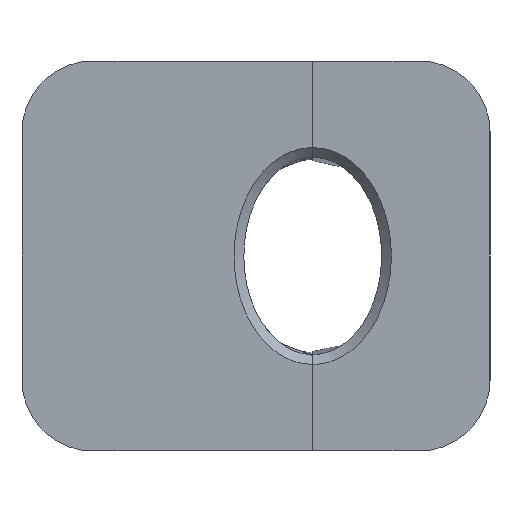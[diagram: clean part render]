
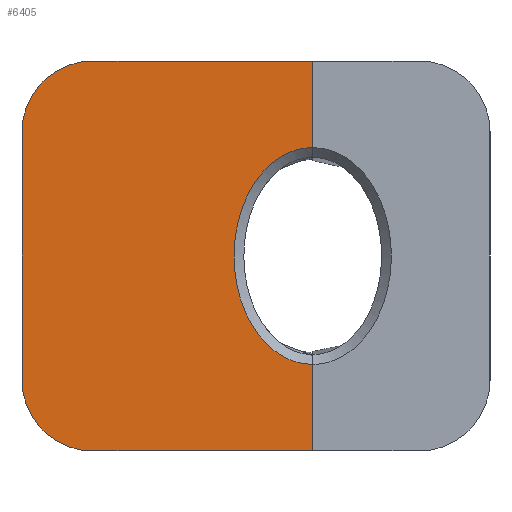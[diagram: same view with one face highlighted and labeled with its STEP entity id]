
A CAD part, left-side view. The second image highlights one B-rep face of the part: STEP entity #6405.
In plain terms, the highlighted planar face has unit normal (-1, 0, 0).
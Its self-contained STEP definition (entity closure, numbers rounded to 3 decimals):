
#339=CIRCLE('',#6967,20.);
#340=CIRCLE('',#6971,20.);
#632=FACE_OUTER_BOUND('',#999,.T.);
#999=EDGE_LOOP('',(#5560,#5561,#5562,#5563,#5564,#5565,#5566,#5567));
#1651=LINE('',#11096,#2350);
#1654=LINE('',#11104,#2353);
#1655=LINE('',#11106,#2354);
#1656=LINE('',#11137,#2355);
#1657=LINE('',#11139,#2356);
#2350=VECTOR('',#8471,10.);
#2353=VECTOR('',#8478,10.);
#2354=VECTOR('',#8479,10.);
#2355=VECTOR('',#8480,10.);
#2356=VECTOR('',#8481,10.);
#2491=B_SPLINE_CURVE_WITH_KNOTS('',3,(#11108,#11109,#11110,#11111,#11112,
#11113,#11114,#11115,#11116,#11117,#11118,#11119,#11120,#11121,#11122,#11123,
#11124,#11125,#11126,#11127,#11128,#11129,#11130,#11131,#11132,#11133,#11134,
#11135),.UNSPECIFIED.,.F.,.F.,(4,3,3,3,3,3,3,3,3,4),(23.641,24.235,
24.829,26.016,27.204,28.392,29.579,
30.767,31.361,31.955),.UNSPECIFIED.);
#3025=VERTEX_POINT('',#11089);
#3026=VERTEX_POINT('',#11091);
#3027=VERTEX_POINT('',#11095);
#3030=VERTEX_POINT('',#11103);
#3031=VERTEX_POINT('',#11105);
#3032=VERTEX_POINT('',#11107);
#3033=VERTEX_POINT('',#11136);
#3034=VERTEX_POINT('',#11138);
#3885=EDGE_CURVE('',#3025,#3026,#339,.T.);
#3887=EDGE_CURVE('',#3026,#3027,#1651,.T.);
#3891=EDGE_CURVE('',#3030,#3025,#1654,.T.);
#3892=EDGE_CURVE('',#3031,#3030,#1655,.T.);
#3893=EDGE_CURVE('',#3031,#3032,#2491,.T.);
#3894=EDGE_CURVE('',#3033,#3032,#1656,.T.);
#3895=EDGE_CURVE('',#3034,#3033,#1657,.T.);
#3896=EDGE_CURVE('',#3027,#3034,#340,.T.);
#5560=ORIENTED_EDGE('',*,*,#3885,.F.);
#5561=ORIENTED_EDGE('',*,*,#3891,.F.);
#5562=ORIENTED_EDGE('',*,*,#3892,.F.);
#5563=ORIENTED_EDGE('',*,*,#3893,.T.);
#5564=ORIENTED_EDGE('',*,*,#3894,.F.);
#5565=ORIENTED_EDGE('',*,*,#3895,.F.);
#5566=ORIENTED_EDGE('',*,*,#3896,.F.);
#5567=ORIENTED_EDGE('',*,*,#3887,.F.);
#6080=PLANE('',#6970);
#6405=ADVANCED_FACE('',(#632),#6080,.T.);
#6967=AXIS2_PLACEMENT_3D('',#11092,#8466,#8467);
#6970=AXIS2_PLACEMENT_3D('',#11102,#8476,#8477);
#6971=AXIS2_PLACEMENT_3D('',#11140,#8482,#8483);
#8466=DIRECTION('center_axis',(1.,0.,0.));
#8467=DIRECTION('ref_axis',(0.,0.707,-0.707));
#8471=DIRECTION('',(0.,0.,1.));
#8476=DIRECTION('center_axis',(-1.,0.,0.));
#8477=DIRECTION('ref_axis',(0.,-1.,0.));
#8478=DIRECTION('',(0.,1.,0.));
#8479=DIRECTION('',(0.,0.,-1.));
#8480=DIRECTION('',(0.,0.,-1.));
#8481=DIRECTION('',(0.,-1.,0.));
#8482=DIRECTION('center_axis',(1.,0.,0.));
#8483=DIRECTION('ref_axis',(0.,0.707,0.707));
#11089=CARTESIAN_POINT('',(-110.738,5.348,-55.));
#11091=CARTESIAN_POINT('',(-110.738,25.348,-35.));
#11092=CARTESIAN_POINT('Origin',(-110.738,5.348,-35.));
#11095=CARTESIAN_POINT('',(-110.738,25.348,35.));
#11096=CARTESIAN_POINT('',(-110.738,25.348,0.));
#11102=CARTESIAN_POINT('Origin',(-110.738,25.348,0.));
#11103=CARTESIAN_POINT('',(-110.738,-56.652,-55.));
#11104=CARTESIAN_POINT('',(-110.738,-106.652,-55.));
#11105=CARTESIAN_POINT('',(-110.738,-56.652,-30.563));
#11106=CARTESIAN_POINT('',(-110.738,-56.652,0.));
#11107=CARTESIAN_POINT('',(-110.738,-56.652,30.563));
#11108=CARTESIAN_POINT('Ctrl Pts',(-110.738,-56.652,
-30.563));
#11109=CARTESIAN_POINT('Ctrl Pts',(-110.738,-54.904,-30.563));
#11110=CARTESIAN_POINT('Ctrl Pts',(-110.738,-53.157,
-30.279));
#11111=CARTESIAN_POINT('Ctrl Pts',(-110.738,-51.474,-29.73));
#11112=CARTESIAN_POINT('Ctrl Pts',(-110.738,-49.791,
-29.18));
#11113=CARTESIAN_POINT('Ctrl Pts',(-110.738,-48.171,-28.365));
#11114=CARTESIAN_POINT('Ctrl Pts',(-110.738,-46.659,
-27.322));
#11115=CARTESIAN_POINT('Ctrl Pts',(-110.738,-43.635,
-25.238));
#11116=CARTESIAN_POINT('Ctrl Pts',(-110.738,-41.045,
-22.247));
#11117=CARTESIAN_POINT('Ctrl Pts',(-110.738,-39.057,
-18.68));
#11118=CARTESIAN_POINT('Ctrl Pts',(-110.738,-37.069,
-15.113));
#11119=CARTESIAN_POINT('Ctrl Pts',(-110.738,-35.684,
-10.97));
#11120=CARTESIAN_POINT('Ctrl Pts',(-110.738,-34.992,
-6.622));
#11121=CARTESIAN_POINT('Ctrl Pts',(-110.738,-34.299,
-2.275));
#11122=CARTESIAN_POINT('Ctrl Pts',(-110.738,-34.298,
2.276));
#11123=CARTESIAN_POINT('Ctrl Pts',(-110.738,-34.99,
6.623));
#11124=CARTESIAN_POINT('Ctrl Pts',(-110.738,-35.683,
10.97));
#11125=CARTESIAN_POINT('Ctrl Pts',(-110.738,-37.068,
15.113));
#11126=CARTESIAN_POINT('Ctrl Pts',(-110.738,-39.056,
18.68));
#11127=CARTESIAN_POINT('Ctrl Pts',(-110.738,-41.045,22.247));
#11128=CARTESIAN_POINT('Ctrl Pts',(-110.738,-43.636,
25.238));
#11129=CARTESIAN_POINT('Ctrl Pts',(-110.738,-46.659,
27.322));
#11130=CARTESIAN_POINT('Ctrl Pts',(-110.738,-48.171,
28.365));
#11131=CARTESIAN_POINT('Ctrl Pts',(-110.738,-49.791,
29.18));
#11132=CARTESIAN_POINT('Ctrl Pts',(-110.738,-51.474,
29.73));
#11133=CARTESIAN_POINT('Ctrl Pts',(-110.738,-53.157,
30.279));
#11134=CARTESIAN_POINT('Ctrl Pts',(-110.738,-54.904,
30.563));
#11135=CARTESIAN_POINT('Ctrl Pts',(-110.738,-56.652,
30.563));
#11136=CARTESIAN_POINT('',(-110.738,-56.652,55.));
#11137=CARTESIAN_POINT('',(-110.738,-56.652,0.));
#11138=CARTESIAN_POINT('',(-110.738,5.348,55.));
#11139=CARTESIAN_POINT('',(-110.738,-106.652,55.));
#11140=CARTESIAN_POINT('Origin',(-110.738,5.348,35.));
